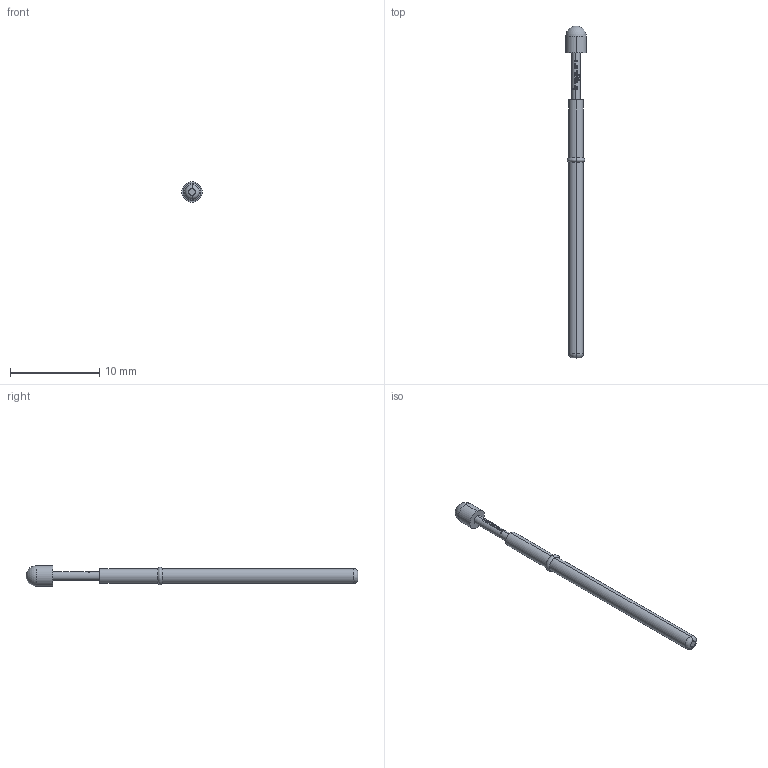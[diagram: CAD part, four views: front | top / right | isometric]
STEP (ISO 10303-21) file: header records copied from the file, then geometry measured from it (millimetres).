
FILE_DESCRIPTION (( 'STEP AP203' ), '1' );
FILE_NAME ('INGUN_GKS-112_305_230_A_xx07.STEP', '2020-08-19T12:05:24', ( '' ), ( '' ), 'SwSTEP 2.0', 'SolidWorks 2018', '' );
FILE_SCHEMA (( 'CONFIG_CONTROL_DESIGN' ));
Length unit declared in the file: millimetre
Products named in the file (1): INGUN_GKS-112_305_230_A_xx07
Bounding box: 2.3 x 37.3 x 2.3 mm (x, y, z)
Volume: 77.2 mm3; surface area: 195.8 mm2
Topology: 1 solids, 1 shells, 97 faces, 273 edges, 180 vertices
Faces by surface type: plane 42, cylinder 27, bspline 23, torus 4, sphere 1
Entity records: 4153 total; most frequent: CARTESIAN_POINT 2077, ORIENTED_EDGE 540, EDGE_CURVE 270, B_SPLINE_CURVE_WITH_KNOTS 222, DIRECTION 220, VERTEX_POINT 178, EDGE_LOOP 100, ADVANCED_FACE 97
